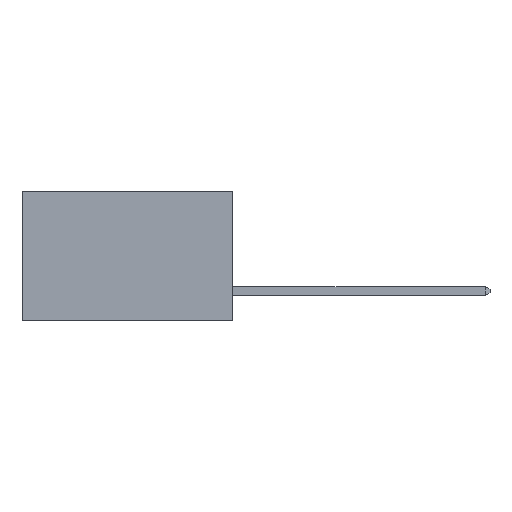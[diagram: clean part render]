
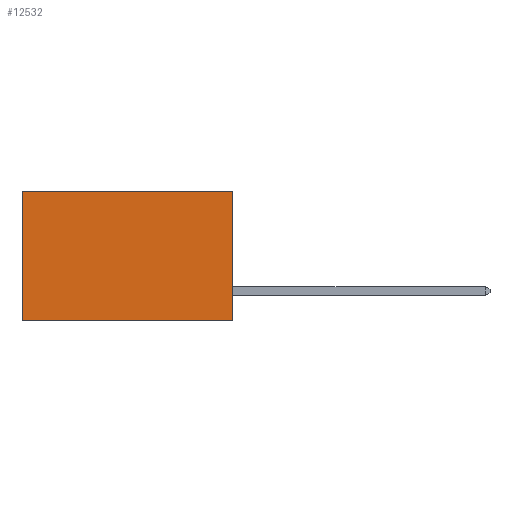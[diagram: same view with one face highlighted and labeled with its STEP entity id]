
A CAD part, left-side view. The second image highlights one B-rep face of the part: STEP entity #12532.
In plain terms, the highlighted planar face has unit normal (-1, 0, 0).
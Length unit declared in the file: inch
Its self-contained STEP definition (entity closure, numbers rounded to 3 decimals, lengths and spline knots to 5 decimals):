
#1430 = CARTESIAN_POINT ( 'NONE',  ( 0.2875, 0., -0.37 ) ) ;
#1463 = CARTESIAN_POINT ( 'NONE',  ( 0.2875, 0., 0. ) ) ;
#1482 = DIRECTION ( 'NONE',  ( 0., 1., 0. ) ) ;
#2846 = LINE ( 'NONE', #8840, #18184 ) ;
#3226 = ORIENTED_EDGE ( 'NONE', *, *, #15909, .F. ) ;
#3956 = EDGE_CURVE ( 'NONE', #11482, #8818, #18438, .T. ) ;
#5618 = CARTESIAN_POINT ( 'NONE',  ( 0.2875, 0., 0. ) ) ;
#5930 = VERTEX_POINT ( 'NONE', #1463 ) ;
#6118 = ORIENTED_EDGE ( 'NONE', *, *, #3956, .T. ) ;
#6156 = CARTESIAN_POINT ( 'NONE',  ( 0.2875, 0.6, 0. ) ) ;
#6953 = CARTESIAN_POINT ( 'NONE',  ( 0.2875, 0., 0. ) ) ;
#7140 = DIRECTION ( 'NONE',  ( 0., 0., -1. ) ) ;
#7361 = ORIENTED_EDGE ( 'NONE', *, *, #11759, .T. ) ;
#7542 = FACE_OUTER_BOUND ( 'NONE', #16345, .T. ) ;
#7873 = ORIENTED_EDGE ( 'NONE', *, *, #10532, .F. ) ;
#8455 = DIRECTION ( 'NONE',  ( 0., 0., -1. ) ) ;
#8818 = VERTEX_POINT ( 'NONE', #10268 ) ;
#8840 = CARTESIAN_POINT ( 'NONE',  ( 0.2875, 0., -0.37 ) ) ;
#9486 = LINE ( 'NONE', #10651, #17221 ) ;
#9811 = VECTOR ( 'NONE', #13291, 39.37008 ) ;
#10268 = CARTESIAN_POINT ( 'NONE',  ( 0.2875, 0.6, -0.37 ) ) ;
#10532 = EDGE_CURVE ( 'NONE', #19107, #8818, #2846, .T. ) ;
#10651 = CARTESIAN_POINT ( 'NONE',  ( 0.2875, 0., 0. ) ) ;
#10841 = VECTOR ( 'NONE', #8455, 39.37008 ) ;
#11482 = VERTEX_POINT ( 'NONE', #18677 ) ;
#11748 = LINE ( 'NONE', #6953, #10841 ) ;
#11759 = EDGE_CURVE ( 'NONE', #5930, #11482, #9486, .T. ) ;
#11777 = DIRECTION ( 'NONE',  ( 0., 1., 0. ) ) ;
#12532 = ADVANCED_FACE ( 'NONE', ( #7542 ), #18682, .F. ) ;
#13291 = DIRECTION ( 'NONE',  ( 0., 0., -1. ) ) ;
#14663 = AXIS2_PLACEMENT_3D ( 'NONE', #5618, #15903, #7140 ) ;
#15903 = DIRECTION ( 'NONE',  ( 1., 0., 0. ) ) ;
#15909 = EDGE_CURVE ( 'NONE', #5930, #19107, #11748, .T. ) ;
#16345 = EDGE_LOOP ( 'NONE', ( #6118, #7873, #3226, #7361 ) ) ;
#17221 = VECTOR ( 'NONE', #1482, 39.37008 ) ;
#18184 = VECTOR ( 'NONE', #11777, 39.37008 ) ;
#18438 = LINE ( 'NONE', #6156, #9811 ) ;
#18677 = CARTESIAN_POINT ( 'NONE',  ( 0.2875, 0.6, 0. ) ) ;
#18682 = PLANE ( 'NONE',  #14663 ) ;
#19107 = VERTEX_POINT ( 'NONE', #1430 ) ;
